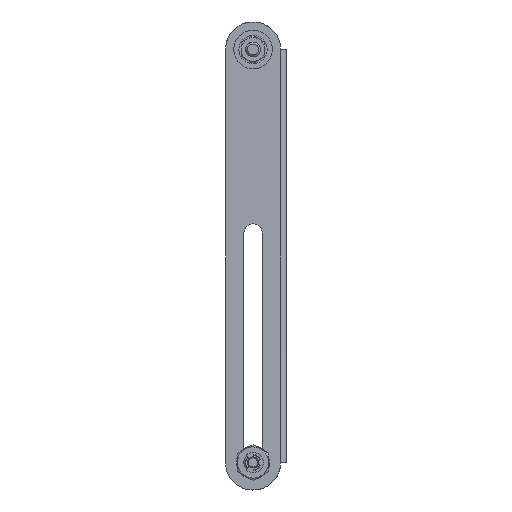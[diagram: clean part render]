
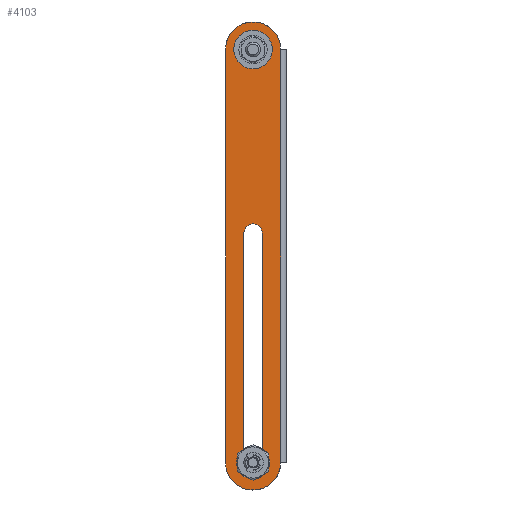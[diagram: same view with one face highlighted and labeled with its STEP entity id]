
A CAD part, left-side view. The second image highlights one B-rep face of the part: STEP entity #4103.
In plain terms, the highlighted free-form (B-spline) face has degree [1, 1] with [2, 2] control points.
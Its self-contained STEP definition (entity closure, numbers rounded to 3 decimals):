
#3287=CARTESIAN_POINT('',(0.,4.171,0.496));
#3288=VERTEX_POINT('',#3287);
#3289=CARTESIAN_POINT('',(0.0,0.0,-4.2));
#3290=VERTEX_POINT('',#3289);
#3291=CARTESIAN_POINT('',(0.,4.171,0.496));
#3292=CARTESIAN_POINT('',(0.0,4.2,0.249));
#3293=CARTESIAN_POINT('',(0.0,4.2,0.0));
#3294=CARTESIAN_POINT('',(0.0,4.2,-4.2));
#3295=CARTESIAN_POINT('',(0.0,0.0,-4.2));
#3303=(BOUNDED_CURVE()B_SPLINE_CURVE(2,(#3291,#3292,#3293,#3294,#3295),.UNSPECIFIED.,.F.,.U.)B_SPLINE_CURVE_WITH_KNOTS((3,2,3),(0.23,0.25,0.5),.UNSPECIFIED.)CURVE()GEOMETRIC_REPRESENTATION_ITEM()RATIONAL_B_SPLINE_CURVE((0.956,0.976,1.0,0.707,1.0))REPRESENTATION_ITEM(''));
#3304=EDGE_CURVE('',#3288,#3290,#3303,.T.);
#3306=CARTESIAN_POINT('',(0.,-4.192,-0.256));
#3307=VERTEX_POINT('',#3306);
#3308=CARTESIAN_POINT('',(0.0,0.0,-4.2));
#3309=CARTESIAN_POINT('',(0.0,-3.951,-4.2));
#3310=CARTESIAN_POINT('',(0.,-4.192,-0.256));
#3318=(BOUNDED_CURVE()B_SPLINE_CURVE(2,(#3308,#3309,#3310),.UNSPECIFIED.,.F.,.U.)B_SPLINE_CURVE_WITH_KNOTS((3,3),(0.5,0.739),.UNSPECIFIED.)CURVE()GEOMETRIC_REPRESENTATION_ITEM()RATIONAL_B_SPLINE_CURVE((1.0,0.72,0.976))REPRESENTATION_ITEM(''));
#3319=EDGE_CURVE('',#3290,#3307,#3318,.T.);
#3386=CARTESIAN_POINT('',(0.0,0.0,4.2));
#3387=VERTEX_POINT('',#3386);
#3388=CARTESIAN_POINT('',(0.0,0.0,4.2));
#3389=CARTESIAN_POINT('',(0.0,3.73,4.2));
#3390=CARTESIAN_POINT('',(0.,4.171,0.496));
#3398=(BOUNDED_CURVE()B_SPLINE_CURVE(2,(#3388,#3389,#3390),.UNSPECIFIED.,.F.,.U.)B_SPLINE_CURVE_WITH_KNOTS((3,3),(0.0,0.23),.UNSPECIFIED.)CURVE()GEOMETRIC_REPRESENTATION_ITEM()RATIONAL_B_SPLINE_CURVE((1.0,0.731,0.956))REPRESENTATION_ITEM(''));
#3399=EDGE_CURVE('',#3387,#3288,#3398,.T.);
#3433=CARTESIAN_POINT('',(0.,-4.192,-0.256));
#3434=CARTESIAN_POINT('',(0.0,-4.2,-0.128));
#3435=CARTESIAN_POINT('',(0.0,-4.2,0.0));
#3436=CARTESIAN_POINT('',(0.0,-4.2,4.2));
#3437=CARTESIAN_POINT('',(0.0,0.0,4.2));
#3445=(BOUNDED_CURVE()B_SPLINE_CURVE(2,(#3433,#3434,#3435,#3436,#3437),.UNSPECIFIED.,.F.,.U.)B_SPLINE_CURVE_WITH_KNOTS((3,2,3),(0.739,0.75,1.0),.UNSPECIFIED.)CURVE()GEOMETRIC_REPRESENTATION_ITEM()RATIONAL_B_SPLINE_CURVE((0.976,0.988,1.0,0.707,1.0))REPRESENTATION_ITEM(''));
#3446=EDGE_CURVE('',#3307,#3387,#3445,.T.);
#3595=CARTESIAN_POINT('',(0.0,5.0,-219.41));
#3596=VERTEX_POINT('',#3595);
#3597=CARTESIAN_POINT('',(0.0,-5.,-219.41));
#3598=VERTEX_POINT('',#3597);
#3599=CARTESIAN_POINT('',(0.0,5.,-219.41));
#3600=CARTESIAN_POINT('',(0.0,8.849,-222.852));
#3601=CARTESIAN_POINT('',(0.0,7.006,-227.676));
#3602=CARTESIAN_POINT('',(0.0,5.164,-232.5));
#3603=CARTESIAN_POINT('',(0.0,0.,-232.5));
#3604=CARTESIAN_POINT('',(0.0,-5.164,-232.5));
#3605=CARTESIAN_POINT('',(0.0,-7.006,-227.676));
#3606=CARTESIAN_POINT('',(0.0,-8.849,-222.852));
#3607=CARTESIAN_POINT('',(0.0,-5.,-219.41));
#3615=(BOUNDED_CURVE()B_SPLINE_CURVE(2,(#3599,#3600,#3601,#3602,#3603,#3604,#3605,#3606,#3607),.UNSPECIFIED.,.F.,.U.)B_SPLINE_CURVE_WITH_KNOTS((3,2,2,2,3),(0.0,0.25,0.5,0.75,1.0),.UNSPECIFIED.)CURVE()GEOMETRIC_REPRESENTATION_ITEM()RATIONAL_B_SPLINE_CURVE((1.0,0.824,1.0,0.824,1.0,0.824,1.0,0.824,1.0))REPRESENTATION_ITEM(''));
#3616=EDGE_CURVE('',#3596,#3598,#3615,.T.);
#3659=CARTESIAN_POINT('',(0.0,5.0,-100.));
#3660=VERTEX_POINT('',#3659);
#3661=CARTESIAN_POINT('',(0.0,5.0,-100.));
#3662=CARTESIAN_POINT('',(0.0,5.0,-219.41));
#3663=QUASI_UNIFORM_CURVE('',1,(#3661,#3662),.UNSPECIFIED.,.F.,.U.);
#3664=EDGE_CURVE('',#3660,#3596,#3663,.T.);
#3700=CARTESIAN_POINT('',(0.0,-5.0,-100.0));
#3701=VERTEX_POINT('',#3700);
#3702=CARTESIAN_POINT('',(0.0,-5.,-100.0));
#3703=CARTESIAN_POINT('',(0.0,-5.,-97.113));
#3704=CARTESIAN_POINT('',(0.0,-2.5,-95.67));
#3705=CARTESIAN_POINT('',(0.0,0.,-94.226));
#3706=CARTESIAN_POINT('',(0.0,2.5,-95.67));
#3707=CARTESIAN_POINT('',(0.0,5.,-97.113));
#3708=CARTESIAN_POINT('',(0.0,5.,-100.));
#3716=(BOUNDED_CURVE()B_SPLINE_CURVE(2,(#3702,#3703,#3704,#3705,#3706,#3707,#3708),.UNSPECIFIED.,.F.,.U.)B_SPLINE_CURVE_WITH_KNOTS((3,2,2,3),(0.0,0.333,0.667,1.0),.UNSPECIFIED.)CURVE()GEOMETRIC_REPRESENTATION_ITEM()RATIONAL_B_SPLINE_CURVE((1.0,0.866,1.0,0.866,1.0,0.866,1.0))REPRESENTATION_ITEM(''));
#3717=EDGE_CURVE('',#3701,#3660,#3716,.T.);
#3752=CARTESIAN_POINT('',(0.0,-5.,-219.41));
#3753=CARTESIAN_POINT('',(0.0,-5.0,-100.0));
#3754=QUASI_UNIFORM_CURVE('',1,(#3752,#3753),.UNSPECIFIED.,.F.,.U.);
#3755=EDGE_CURVE('',#3598,#3701,#3754,.T.);
#3785=CARTESIAN_POINT('',(0.0,15.0,0.));
#3786=VERTEX_POINT('',#3785);
#3787=CARTESIAN_POINT('',(0.0,-15.,0.));
#3788=VERTEX_POINT('',#3787);
#3789=CARTESIAN_POINT('',(0.0,15.0,0.));
#3790=CARTESIAN_POINT('',(0.0,15.,15.));
#3791=CARTESIAN_POINT('',(0.0,0.,15.0));
#3792=CARTESIAN_POINT('',(0.0,-15.,15.));
#3793=CARTESIAN_POINT('',(0.0,-15.,0.));
#3801=(BOUNDED_CURVE()B_SPLINE_CURVE(2,(#3789,#3790,#3791,#3792,#3793),.UNSPECIFIED.,.F.,.U.)B_SPLINE_CURVE_WITH_KNOTS((3,2,3),(0.0,0.5,1.0),.UNSPECIFIED.)CURVE()GEOMETRIC_REPRESENTATION_ITEM()RATIONAL_B_SPLINE_CURVE((1.0,0.707,1.0,0.707,1.0))REPRESENTATION_ITEM(''));
#3802=EDGE_CURVE('',#3786,#3788,#3801,.T.);
#3856=CARTESIAN_POINT('',(0.0,-15.,-225.));
#3857=VERTEX_POINT('',#3856);
#3863=CARTESIAN_POINT('',(0.0,15.0,-225.));
#3864=VERTEX_POINT('',#3863);
#3865=CARTESIAN_POINT('',(0.0,-15.,-225.));
#3866=CARTESIAN_POINT('',(0.0,-15.,-240.));
#3867=CARTESIAN_POINT('',(0.0,0.,-240.));
#3868=CARTESIAN_POINT('',(0.0,15.,-240.));
#3869=CARTESIAN_POINT('',(0.0,15.0,-225.));
#3877=(BOUNDED_CURVE()B_SPLINE_CURVE(2,(#3865,#3866,#3867,#3868,#3869),.UNSPECIFIED.,.F.,.U.)B_SPLINE_CURVE_WITH_KNOTS((3,2,3),(0.0,0.5,1.0),.UNSPECIFIED.)CURVE()GEOMETRIC_REPRESENTATION_ITEM()RATIONAL_B_SPLINE_CURVE((1.0,0.707,1.0,0.707,1.0))REPRESENTATION_ITEM(''));
#3878=EDGE_CURVE('',#3857,#3864,#3877,.T.);
#3936=CARTESIAN_POINT('',(0.0,-15.,0.));
#3937=CARTESIAN_POINT('',(0.0,-15.,-225.));
#3938=QUASI_UNIFORM_CURVE('',1,(#3936,#3937),.UNSPECIFIED.,.F.,.U.);
#3939=EDGE_CURVE('',#3788,#3857,#3938,.T.);
#4065=CARTESIAN_POINT('',(0.0,15.0,0.));
#4066=CARTESIAN_POINT('',(0.0,15.0,-225.));
#4067=QUASI_UNIFORM_CURVE('',1,(#4065,#4066),.UNSPECIFIED.,.F.,.U.);
#4068=EDGE_CURVE('',#3786,#3864,#4067,.T.);
#4080=CARTESIAN_POINT('',(0.0,16.499,-252.647));
#4081=CARTESIAN_POINT('',(0.0,-16.499,-252.647));
#4082=CARTESIAN_POINT('',(0.0,16.499,27.647));
#4083=CARTESIAN_POINT('',(0.0,-16.499,27.647));
#4084=B_SPLINE_SURFACE_WITH_KNOTS('',1,1,((#4080,#4082),(#4081,#4083)),.UNSPECIFIED.,.F.,.F.,.U.,(2,2),(2,2),(0.0,32.997),(0.0,280.294),.UNSPECIFIED.);
#4085=ORIENTED_EDGE('',*,*,#3878,.F.);
#4086=ORIENTED_EDGE('',*,*,#3939,.F.);
#4087=ORIENTED_EDGE('',*,*,#3802,.F.);
#4088=ORIENTED_EDGE('',*,*,#4068,.T.);
#4089=EDGE_LOOP('',(#4085,#4086,#4087,#4088));
#4090=FACE_OUTER_BOUND('',#4089,.T.);
#4091=ORIENTED_EDGE('',*,*,#3755,.F.);
#4092=ORIENTED_EDGE('',*,*,#3616,.F.);
#4093=ORIENTED_EDGE('',*,*,#3664,.F.);
#4094=ORIENTED_EDGE('',*,*,#3717,.F.);
#4095=EDGE_LOOP('',(#4091,#4092,#4093,#4094));
#4096=FACE_BOUND('',#4095,.T.);
#4097=ORIENTED_EDGE('',*,*,#3319,.F.);
#4098=ORIENTED_EDGE('',*,*,#3304,.F.);
#4099=ORIENTED_EDGE('',*,*,#3399,.F.);
#4100=ORIENTED_EDGE('',*,*,#3446,.F.);
#4101=EDGE_LOOP('',(#4097,#4098,#4099,#4100));
#4102=FACE_BOUND('',#4101,.T.);
#4103=ADVANCED_FACE('',(#4090,#4096,#4102),#4084,.T.);
